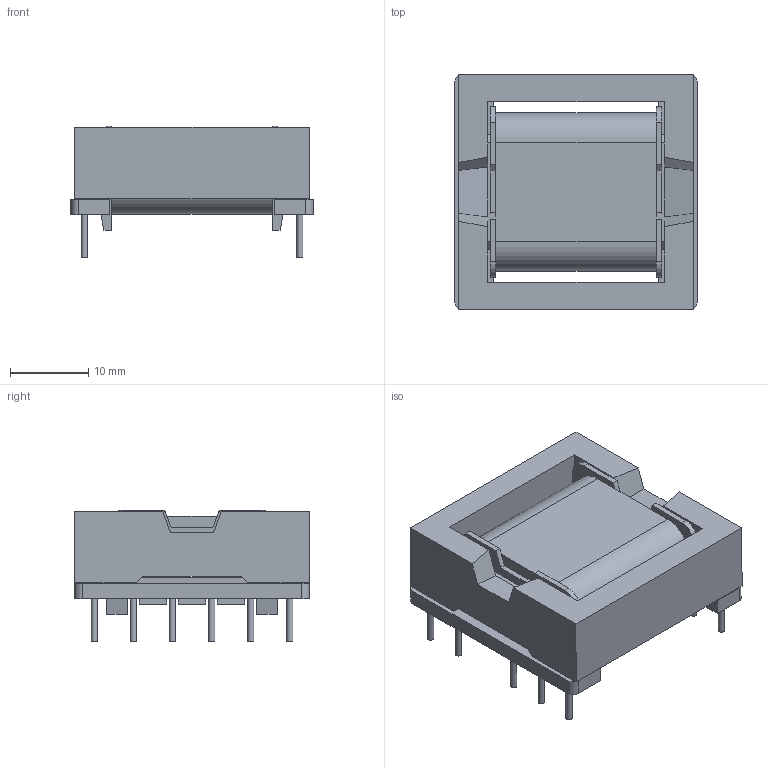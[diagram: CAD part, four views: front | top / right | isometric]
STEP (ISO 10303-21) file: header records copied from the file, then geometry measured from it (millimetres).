
FILE_DESCRIPTION(/* description */ ('Unknown'),/* implementation_level */ '2;1');
FILE_NAME(/* name */ 'T_Wurth_WE-PFC-EFD30',/* time_stamp */ '2025-10-23T16:51:47+08:00',/* author */ ('Unknown'),/* organization */ ('Unknown'),/* preprocessor_version */ 'ST-DEVELOPER v19.4',/* originating_system */ 'Solid Edge',/* authorisation */ 'Unknown');
FILE_SCHEMA (('AUTOMOTIVE_DESIGN {1 0 10303 214 3 1 1}'));
Length unit declared in the file: millimetre
Products named in the file (2): T_Wurth_WE-PFC-EFD30
Assembly tree (1 placements, depth 2):
  T_Wurth_WE-PFC-EFD30
    T_Wurth_WE-PFC-EFD30
Bounding box: 31 x 30 x 16.8 mm (x, y, z)
Volume: 8145.7 mm3; surface area: 6690.4 mm2
Topology: 2 solids, 2 shells, 172 faces, 462 edges, 301 vertices
Faces by surface type: plane 150, cylinder 22
Full cylindrical faces by diameter (mm): 0.8 x11
Entity records: 6177 total; most frequent: CARTESIAN_POINT 904, ORIENTED_EDGE 880, DIRECTION 840, EDGE_CURVE 440, LINE 388, VECTOR 388, VERTEX_POINT 290, AXIS2_PLACEMENT_3D 226
